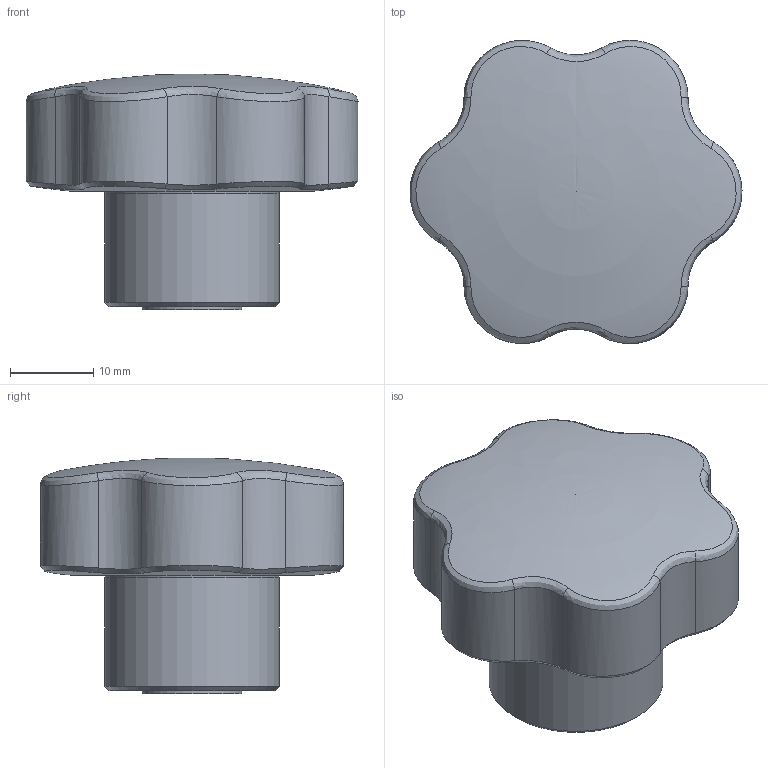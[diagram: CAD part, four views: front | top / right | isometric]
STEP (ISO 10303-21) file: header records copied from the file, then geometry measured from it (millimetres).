
FILE_DESCRIPTION( ( 'Unknown' ), '1' );
FILE_NAME( '6115030_VM40_M10_rosso.stp', 'Unknown', ( 'Unknown' ), ( 'Unknown' ), 'PSStep 11.0', 'Unknown', ' ' );
FILE_SCHEMA( ( 'AUTOMOTIVE_DESIGN { 1 0 10303 214 1 1 1 1 }' ) );
Length unit declared in the file: millimetre
Products named in the file (1): 6115030
Bounding box: 39.99 x 36.51 x 28.4 mm (x, y, z)
Volume: 16248.3 mm3; surface area: 6391.2 mm2
Topology: 1 solids, 2 shells, 87 faces, 216 edges, 131 vertices
Faces by surface type: cylinder 28, bspline 25, plane 20, torus 7, cone 4, sphere 2, revolution 1
Full cylindrical faces by diameter (mm): 8.376 x1, 12 x2, 21 x1
Entity records: 7556 total; most frequent: CARTESIAN_POINT 5130, ORIENTED_EDGE 382, DIRECTION 291, EDGE_CURVE 191, AXIS2_PLACEMENT_3D 121, VERTEX_POINT 121, EDGE_LOOP 98, FACE_OUTER_BOUND 93
